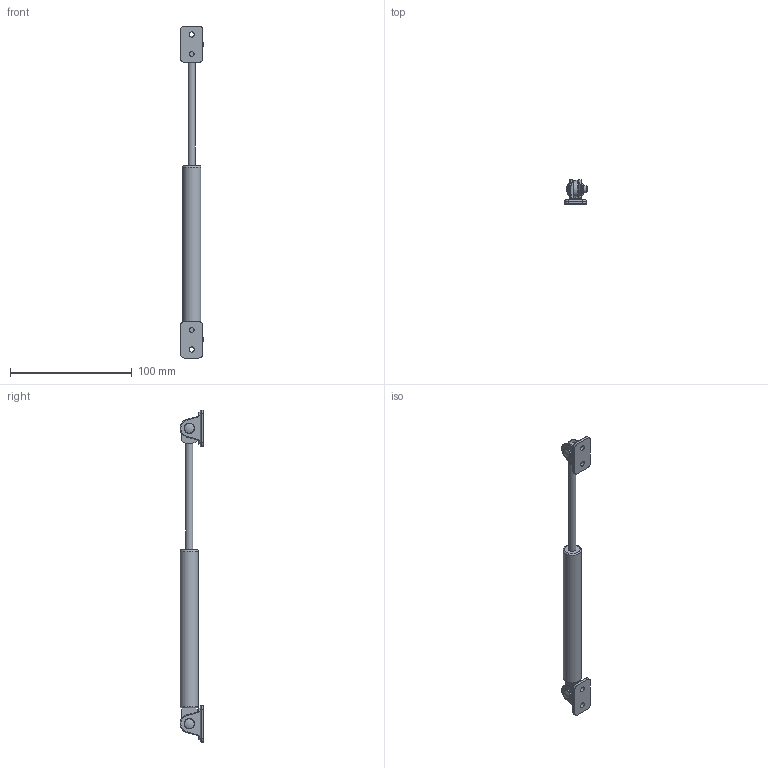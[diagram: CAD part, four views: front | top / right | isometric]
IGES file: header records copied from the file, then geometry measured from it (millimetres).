
Global section: file name: 700013.stp.ipt; native system: Autodesk Inventor 2014; preprocessor: unknown; author: zeman; date: 20151016.131523; units: millimetre
Bounding box: 18.5 x 19.5 x 273 mm (x, y, z)
Volume: 30082.4 mm3; surface area: 17872.2 mm2
Topology: 6 solids, 6 shells, 171 faces, 429 edges, 281 vertices
Faces by surface type: plane 73, cylinder 48, revolution 37, bspline 9, cone 2, sphere 2
Full cylindrical faces by diameter (mm): 4.8 x2, 5.6 x4, 6 x1, 8.2 x2, 15 x1
